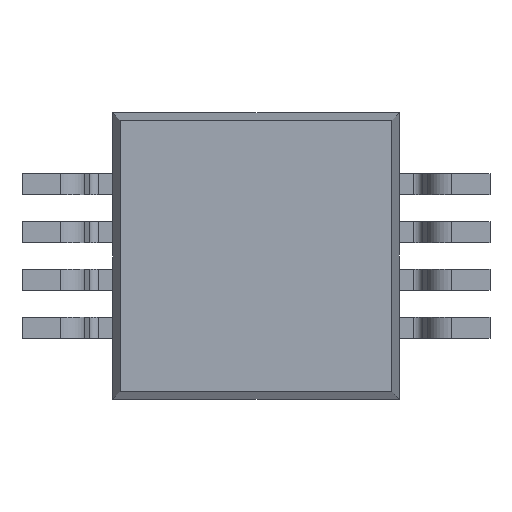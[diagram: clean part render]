
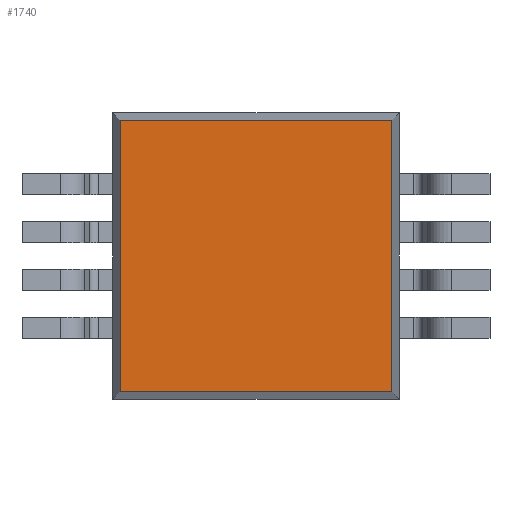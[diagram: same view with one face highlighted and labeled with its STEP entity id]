
A CAD part, front view. The second image highlights one B-rep face of the part: STEP entity #1740.
In plain terms, the highlighted planar face has unit normal (0, -1, 0).
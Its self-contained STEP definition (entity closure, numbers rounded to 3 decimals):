
#64 = ORIENTED_EDGE ( 'NONE', *, *, #612, .T. ) ;
#184 = VECTOR ( 'NONE', #1204, 1000. ) ;
#228 = VERTEX_POINT ( 'NONE', #3339 ) ;
#326 = CARTESIAN_POINT ( 'NONE',  ( 1.5, 0.1, 1.421 ) ) ;
#513 = DIRECTION ( 'NONE',  ( 0., 0., 1. ) ) ;
#597 = CARTESIAN_POINT ( 'NONE',  ( 1.421, 0.1, -1.5 ) ) ;
#612 = EDGE_CURVE ( 'NONE', #3722, #2415, #1828, .T. ) ;
#642 = DIRECTION ( 'NONE',  ( 0., 0., -1. ) ) ;
#645 = EDGE_CURVE ( 'NONE', #228, #830, #2811, .T. ) ;
#813 = ORIENTED_EDGE ( 'NONE', *, *, #645, .T. ) ;
#830 = VERTEX_POINT ( 'NONE', #1602 ) ;
#849 = CARTESIAN_POINT ( 'NONE',  ( -1.5, 0.1, -1.421 ) ) ;
#1181 = CARTESIAN_POINT ( 'NONE',  ( -1.421, 0.1, 1.5 ) ) ;
#1204 = DIRECTION ( 'NONE',  ( 1., 0., 0. ) ) ;
#1527 = VECTOR ( 'NONE', #3739, 1000. ) ;
#1602 = CARTESIAN_POINT ( 'NONE',  ( 1.421, 0.1, 1.421 ) ) ;
#1685 = CARTESIAN_POINT ( 'NONE',  ( -1.421, 0.1, 1.421 ) ) ;
#1740 = ADVANCED_FACE ( 'NONE', ( #2197 ), #3778, .T. ) ;
#1828 = LINE ( 'NONE', #1181, #1527 ) ;
#2016 = EDGE_LOOP ( 'NONE', ( #3403, #813, #3708, #64 ) ) ;
#2197 = FACE_OUTER_BOUND ( 'NONE', #2016, .T. ) ;
#2236 = DIRECTION ( 'NONE',  ( 0., -1., 0. ) ) ;
#2415 = VERTEX_POINT ( 'NONE', #3027 ) ;
#2474 = LINE ( 'NONE', #326, #3041 ) ;
#2502 = CARTESIAN_POINT ( 'NONE',  ( 0., 0.1, 0. ) ) ;
#2811 = LINE ( 'NONE', #597, #2969 ) ;
#2888 = EDGE_CURVE ( 'NONE', #2415, #228, #4019, .T. ) ;
#2969 = VECTOR ( 'NONE', #513, 1000. ) ;
#3027 = CARTESIAN_POINT ( 'NONE',  ( -1.421, 0.1, -1.421 ) ) ;
#3041 = VECTOR ( 'NONE', #3137, 1000. ) ;
#3137 = DIRECTION ( 'NONE',  ( -1., 0., 0. ) ) ;
#3218 = EDGE_CURVE ( 'NONE', #830, #3722, #2474, .T. ) ;
#3339 = CARTESIAN_POINT ( 'NONE',  ( 1.421, 0.1, -1.421 ) ) ;
#3403 = ORIENTED_EDGE ( 'NONE', *, *, #2888, .T. ) ;
#3708 = ORIENTED_EDGE ( 'NONE', *, *, #3218, .T. ) ;
#3722 = VERTEX_POINT ( 'NONE', #1685 ) ;
#3739 = DIRECTION ( 'NONE',  ( 0., 0., -1. ) ) ;
#3778 = PLANE ( 'NONE',  #3793 ) ;
#3793 = AXIS2_PLACEMENT_3D ( 'NONE', #2502, #2236, #642 ) ;
#4019 = LINE ( 'NONE', #849, #184 ) ;
